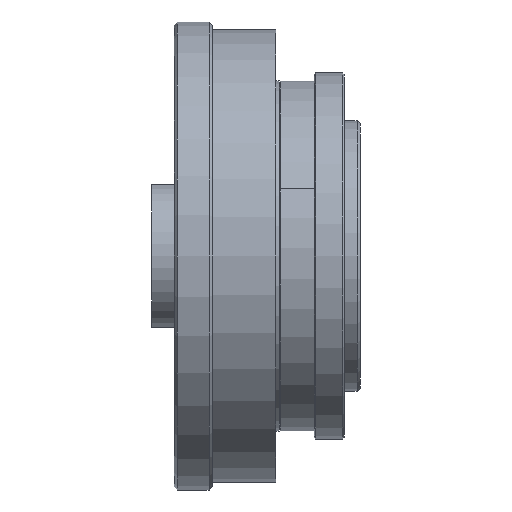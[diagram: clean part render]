
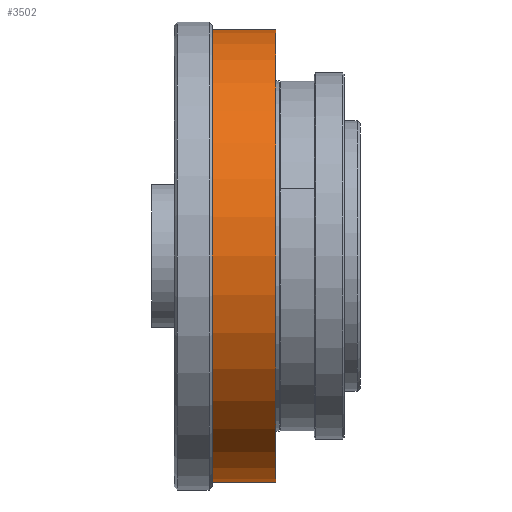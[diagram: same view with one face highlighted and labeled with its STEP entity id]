
A CAD part, front view. The second image highlights one B-rep face of the part: STEP entity #3502.
In plain terms, the highlighted cylindrical face has radius 71 mm (diameter 142 mm), a partial arc.
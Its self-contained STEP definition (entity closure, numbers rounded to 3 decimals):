
#3378 = ORIENTED_EDGE ( 'NONE', *, *, #3387, .T. ) ;
#3385 = EDGE_LOOP ( 'NONE', ( #3504, #3378, #3503, #3506 ) ) ;
#3387 = EDGE_CURVE ( 'NONE', #17342, #17323, #10778, .T. ) ;
#3478 = EDGE_CURVE ( 'NONE', #17336, #17340, #10894, .T. ) ;
#3502 = ADVANCED_FACE ( 'NONE', ( #11025 ), #11071, .T. ) ;
#3503 = ORIENTED_EDGE ( 'NONE', *, *, #17308, .T. ) ;
#3504 = ORIENTED_EDGE ( 'NONE', *, *, #17341, .F. ) ;
#3506 = ORIENTED_EDGE ( 'NONE', *, *, #3478, .F. ) ;
#10778 = CIRCLE ( 'NONE', #10943, 71. ) ;
#10860 = DIRECTION ( 'NONE',  ( 0., 0., 1. ) ) ;
#10861 = DIRECTION ( 'NONE',  ( -1., 0., 0. ) ) ;
#10862 = CARTESIAN_POINT ( 'NONE',  ( -37.612, 9.298, 0. ) ) ;
#10890 = DIRECTION ( 'NONE',  ( 0., 0., 1. ) ) ;
#10891 = DIRECTION ( 'NONE',  ( -1., 0., 0. ) ) ;
#10892 = CARTESIAN_POINT ( 'NONE',  ( -61.012, 9.298, 0. ) ) ;
#10893 = AXIS2_PLACEMENT_3D ( 'NONE', #10892, #10891, #10890 ) ;
#10894 = CIRCLE ( 'NONE', #10893, 71. ) ;
#10943 = AXIS2_PLACEMENT_3D ( 'NONE', #10862, #10861, #10860 ) ;
#11001 = DIRECTION ( 'NONE',  ( -1., 0., 0. ) ) ;
#11025 = FACE_OUTER_BOUND ( 'NONE', #3385, .T. ) ;
#11027 = DIRECTION ( 'NONE',  ( 0., 0., 1. ) ) ;
#11034 = CARTESIAN_POINT ( 'NONE',  ( -120.37, 9.298, 0. ) ) ;
#11056 = AXIS2_PLACEMENT_3D ( 'NONE', #11034, #11001, #11027 ) ;
#11071 = CYLINDRICAL_SURFACE ( 'NONE', #11056, 71. ) ;
#16005 = DIRECTION ( 'NONE',  ( -1., 0., 0. ) ) ;
#16006 = VECTOR ( 'NONE', #16005, 1000. ) ;
#16007 = CARTESIAN_POINT ( 'NONE',  ( -120.37, 9.298, -71. ) ) ;
#16008 = LINE ( 'NONE', #16007, #16006 ) ;
#16012 = CARTESIAN_POINT ( 'NONE',  ( -37.612, 9.298, -71. ) ) ;
#16013 = CARTESIAN_POINT ( 'NONE',  ( -61.012, 9.298, 71. ) ) ;
#16022 = CARTESIAN_POINT ( 'NONE',  ( -61.012, 9.298, -71. ) ) ;
#16182 = DIRECTION ( 'NONE',  ( -1., 0., 0. ) ) ;
#16183 = VECTOR ( 'NONE', #16182, 1000. ) ;
#16184 = CARTESIAN_POINT ( 'NONE',  ( -120.37, 9.298, 71. ) ) ;
#16185 = LINE ( 'NONE', #16184, #16183 ) ;
#16186 = CARTESIAN_POINT ( 'NONE',  ( -37.612, 9.298, 71. ) ) ;
#17308 = EDGE_CURVE ( 'NONE', #17323, #17340, #16185, .T. ) ;
#17323 = VERTEX_POINT ( 'NONE', #16186 ) ;
#17336 = VERTEX_POINT ( 'NONE', #16022 ) ;
#17340 = VERTEX_POINT ( 'NONE', #16013 ) ;
#17341 = EDGE_CURVE ( 'NONE', #17342, #17336, #16008, .T. ) ;
#17342 = VERTEX_POINT ( 'NONE', #16012 ) ;
